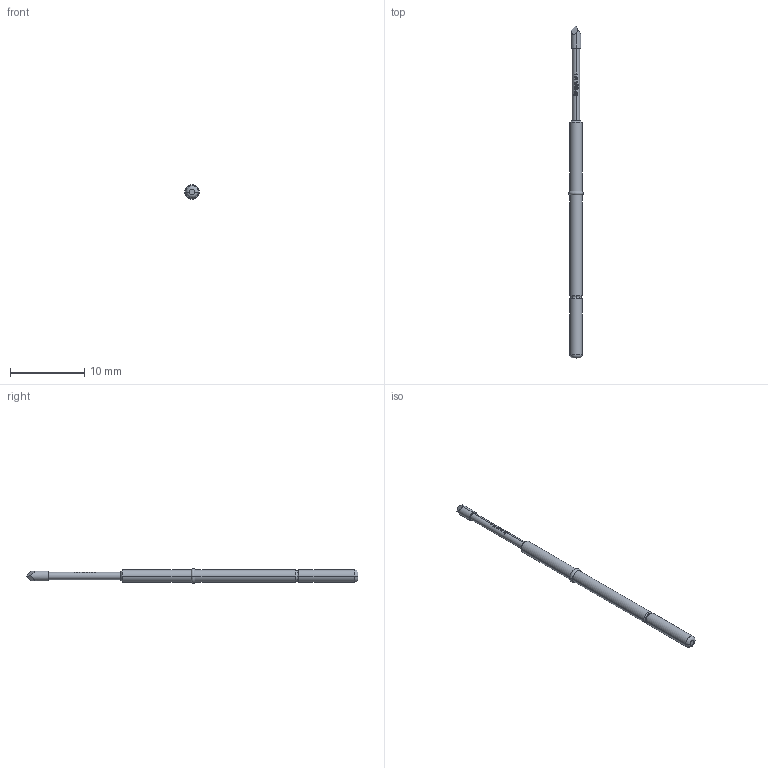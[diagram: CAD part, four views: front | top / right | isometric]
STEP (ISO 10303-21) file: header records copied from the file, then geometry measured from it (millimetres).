
FILE_DESCRIPTION (( 'STEP AP203' ), '1' );
FILE_NAME ('INGUN_GKS-412_307_130_R_xx10.STEP', '2022-01-31T12:29:08', ( 'ochi' ), ( '' ), 'SwSTEP 2.0', 'SolidWorks 2018', '' );
FILE_SCHEMA (( 'CONFIG_CONTROL_DESIGN' ));
Length unit declared in the file: millimetre
Products named in the file (1): INGUN_GKS-412_307_130_R_xx10
Bounding box: 2 x 44.8 x 2 mm (x, y, z)
Volume: 79.2 mm3; surface area: 211.8 mm2
Topology: 1 solids, 1 shells, 98 faces, 269 edges, 176 vertices
Faces by surface type: plane 46, bspline 22, cylinder 20, torus 8, cone 2
Entity records: 3466 total; most frequent: CARTESIAN_POINT 1059, ORIENTED_EDGE 538, DIRECTION 426, EDGE_CURVE 269, VERTEX_POINT 176, AXIS2_PLACEMENT_3D 171, EDGE_LOOP 101, ADVANCED_FACE 98
